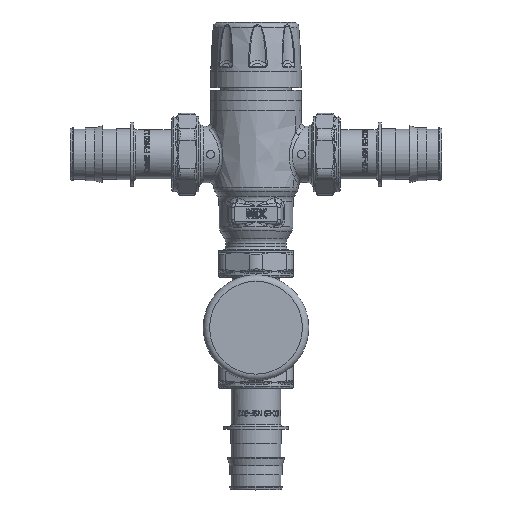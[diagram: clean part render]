
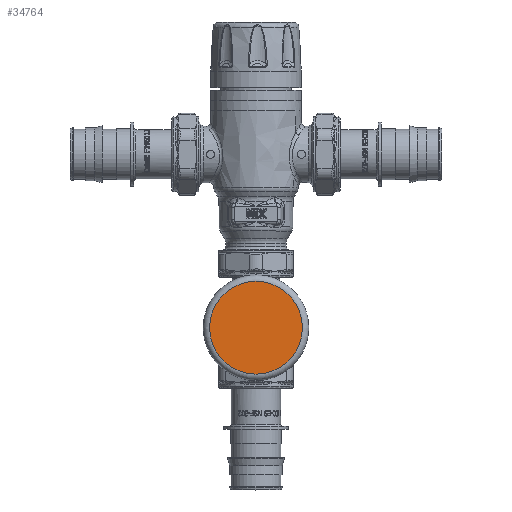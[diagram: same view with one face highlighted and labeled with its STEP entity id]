
A CAD part, top view. The second image highlights one B-rep face of the part: STEP entity #34764.
In plain terms, the highlighted planar face has unit normal (0, 0, 1).
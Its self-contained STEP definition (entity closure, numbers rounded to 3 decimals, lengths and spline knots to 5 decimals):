
#2088=PLANE('',#38206);
#4244=FACE_OUTER_BOUND('',#6496,.T.);
#6496=EDGE_LOOP('',(#30971));
#8190=CIRCLE('',#38200,0.905);
#15902=VERTEX_POINT('',#129317);
#20923=EDGE_CURVE('',#15902,#15902,#8190,.T.);
#30971=ORIENTED_EDGE('',*,*,#20923,.F.);
#34764=ADVANCED_FACE('',(#4244),#2088,.T.);
#38200=AXIS2_PLACEMENT_3D('',#129318,#46505,#46506);
#38206=AXIS2_PLACEMENT_3D('',#129328,#46518,#46519);
#46505=DIRECTION('center_axis',(0.,0.,-1.));
#46506=DIRECTION('ref_axis',(-1.,0.,0.));
#46518=DIRECTION('center_axis',(0.,0.,1.));
#46519=DIRECTION('ref_axis',(1.,0.,0.));
#129317=CARTESIAN_POINT('',(-0.905,0.,0.41));
#129318=CARTESIAN_POINT('Origin',(0.,0.,0.41));
#129328=CARTESIAN_POINT('Origin',(0.,0.,0.41));
